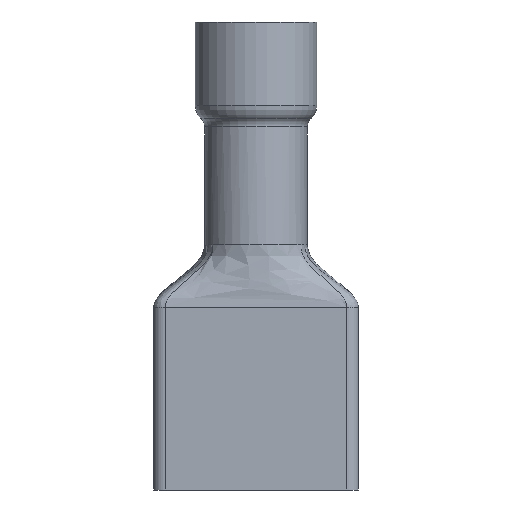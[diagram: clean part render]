
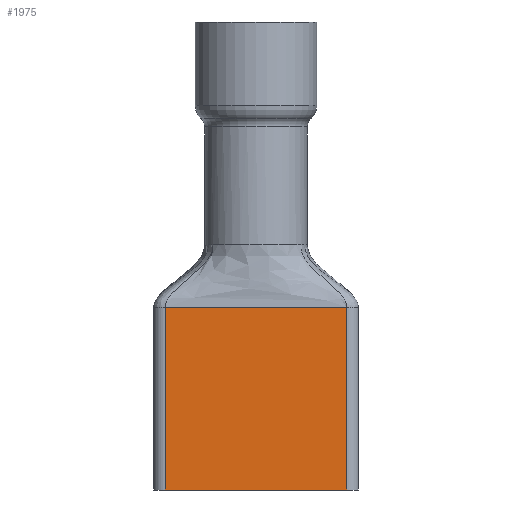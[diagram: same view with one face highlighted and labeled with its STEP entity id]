
A CAD part, front view. The second image highlights one B-rep face of the part: STEP entity #1975.
In plain terms, the highlighted planar face has unit normal (0, -1, 0).
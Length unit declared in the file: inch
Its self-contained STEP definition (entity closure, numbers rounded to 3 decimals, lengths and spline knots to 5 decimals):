
#56=PLANE($,#2114);
#208=FACE_OUTER_BOUND($,#318,.T.);
#318=EDGE_LOOP($,(#1432,#1433,#1434,#1435));
#548=LINE($,#3230,#688);
#569=LINE($,#3457,#709);
#570=LINE($,#3460,#710);
#571=LINE($,#3461,#711);
#688=VECTOR($,#2311,0.3105);
#709=VECTOR($,#2390,0.3125);
#710=VECTOR($,#2393,0.3105);
#711=VECTOR($,#2394,0.3125);
#836=VERTEX_POINT($,#3166);
#838=VERTEX_POINT($,#3229);
#864=VERTEX_POINT($,#3455);
#865=VERTEX_POINT($,#3459);
#1047=EDGE_CURVE($,#836,#838,#548,.T.);
#1091=EDGE_CURVE($,#864,#838,#569,.T.);
#1092=EDGE_CURVE($,#864,#865,#570,.T.);
#1093=EDGE_CURVE($,#865,#836,#571,.T.);
#1432=ORIENTED_EDGE($,*,*,#1092,.F.);
#1433=ORIENTED_EDGE($,*,*,#1091,.T.);
#1434=ORIENTED_EDGE($,*,*,#1047,.F.);
#1435=ORIENTED_EDGE($,*,*,#1093,.F.);
#1975=ADVANCED_FACE($,(#208),#56,.T.);
#2114=AXIS2_PLACEMENT_3D($,#3458,#2391,#2392);
#2311=DIRECTION($,(1.,0.,0.));
#2390=DIRECTION($,(0.,0.,1.));
#2391=DIRECTION('center_axis',(0.,-1.,0.));
#2392=DIRECTION('ref_axis',(1.,0.,0.));
#2393=DIRECTION($,(-1.,0.,0.));
#2394=DIRECTION($,(0.,0.,1.));
#3166=CARTESIAN_POINT('',(-0.15525,-0.09175,-0.1075));
#3229=CARTESIAN_POINT('',(0.15525,-0.09175,-0.1075));
#3230=CARTESIAN_POINT($,(0.15525,-0.09175,-0.1075));
#3455=CARTESIAN_POINT('',(0.15525,-0.09175,-0.42));
#3457=CARTESIAN_POINT($,(0.15525,-0.09175,-0.42));
#3458=CARTESIAN_POINT('Origin',(-0.15525,-0.09175,-0.42));
#3459=CARTESIAN_POINT('',(-0.15525,-0.09175,-0.42));
#3460=CARTESIAN_POINT($,(0.15525,-0.09175,-0.42));
#3461=CARTESIAN_POINT($,(-0.15525,-0.09175,-0.42));
